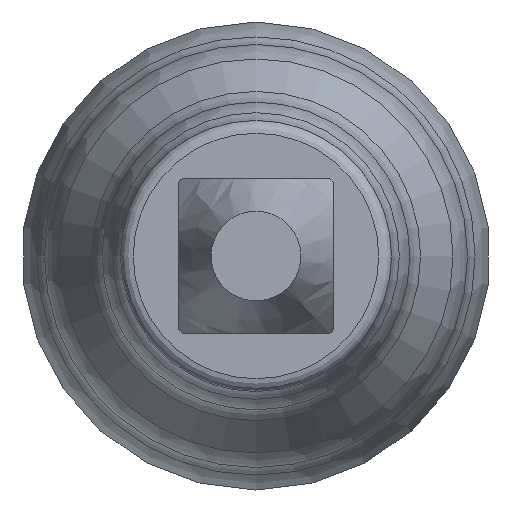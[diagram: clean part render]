
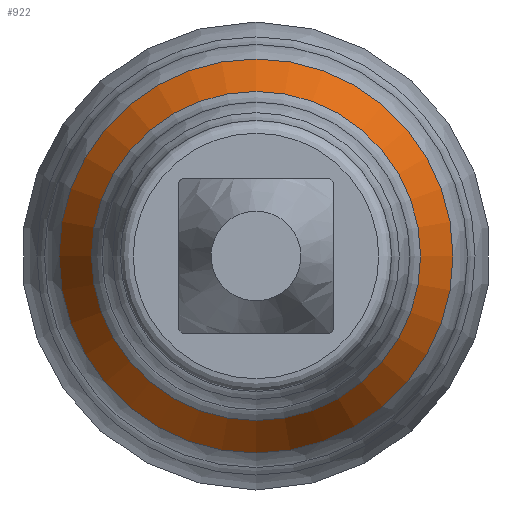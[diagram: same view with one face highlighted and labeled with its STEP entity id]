
A CAD part, left-side view. The second image highlights one B-rep face of the part: STEP entity #922.
In plain terms, the highlighted conical face has half-angle 28.305 degrees and reference radius 0.78 mm.
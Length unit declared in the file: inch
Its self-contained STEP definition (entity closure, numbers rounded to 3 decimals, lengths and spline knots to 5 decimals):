
#58 = ORIENTED_EDGE ( 'NONE', *, *, #1048, .T. ) ;
#63 = FACE_OUTER_BOUND ( 'NONE', #1077, .T. ) ;
#81 = DIRECTION ( 'NONE',  ( 1., 0., 0. ) ) ;
#207 = AXIS2_PLACEMENT_3D ( 'NONE', #419, #603, #1170 ) ;
#225 = EDGE_CURVE ( 'NONE', #670, #670, #400, .T. ) ;
#251 = DIRECTION ( 'NONE',  ( 0., 0., 1. ) ) ;
#344 = CARTESIAN_POINT ( 'NONE',  ( 0.10802, 0., 0.03073 ) ) ;
#400 = CIRCLE ( 'NONE', #207, 0.02567 ) ;
#419 = CARTESIAN_POINT ( 'NONE',  ( 0.09864, 0., 0. ) ) ;
#520 = DIRECTION ( 'NONE',  ( -1., 0., 0. ) ) ;
#532 = ORIENTED_EDGE ( 'NONE', *, *, #225, .F. ) ;
#603 = DIRECTION ( 'NONE',  ( -1., 0., 0. ) ) ;
#611 = AXIS2_PLACEMENT_3D ( 'NONE', #1113, #81, #1204 ) ;
#628 = VERTEX_POINT ( 'NONE', #344 ) ;
#669 = EDGE_LOOP ( 'NONE', ( #532 ) ) ;
#670 = VERTEX_POINT ( 'NONE', #1151 ) ;
#824 = CARTESIAN_POINT ( 'NONE',  ( 0.10802, 0., 0. ) ) ;
#825 = CONICAL_SURFACE ( 'NONE', #611, 0.03073, 0.494 ) ;
#922 = ADVANCED_FACE ( 'NONE', ( #925, #63 ), #825, .T. ) ;
#925 = FACE_BOUND ( 'NONE', #669, .T. ) ;
#953 = CIRCLE ( 'NONE', #1112, 0.03073 ) ;
#1048 = EDGE_CURVE ( 'NONE', #628, #628, #953, .T. ) ;
#1077 = EDGE_LOOP ( 'NONE', ( #58 ) ) ;
#1112 = AXIS2_PLACEMENT_3D ( 'NONE', #824, #520, #251 ) ;
#1113 = CARTESIAN_POINT ( 'NONE',  ( 0.10802, 0., 0. ) ) ;
#1151 = CARTESIAN_POINT ( 'NONE',  ( 0.09864, 0., 0.02567 ) ) ;
#1170 = DIRECTION ( 'NONE',  ( 0., 0., 1. ) ) ;
#1204 = DIRECTION ( 'NONE',  ( 0., 0., -1. ) ) ;
